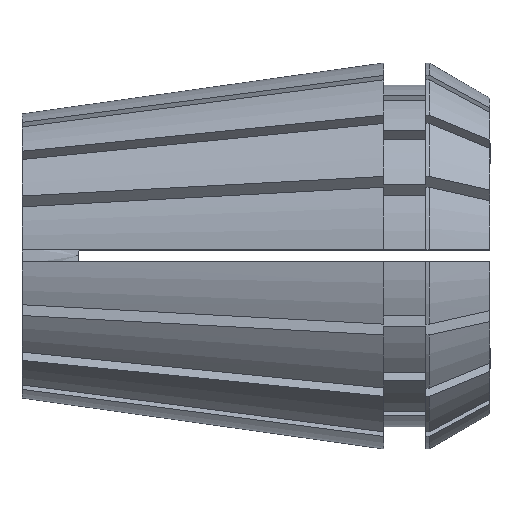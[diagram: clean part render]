
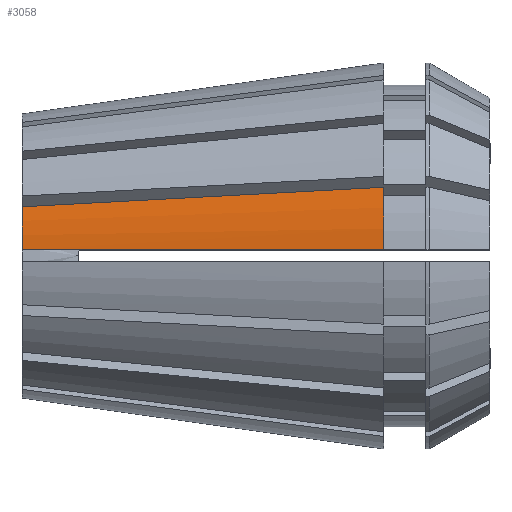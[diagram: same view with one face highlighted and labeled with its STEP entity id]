
A CAD part, top view. The second image highlights one B-rep face of the part: STEP entity #3058.
In plain terms, the highlighted conical face has half-angle 8 degrees and reference radius 16.5 mm.
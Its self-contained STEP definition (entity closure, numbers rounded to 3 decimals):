
#167 = CARTESIAN_POINT ( 'NONE',  ( 1.31, 0.5, 12.332 ) ) ;
#208 = CARTESIAN_POINT ( 'NONE',  ( 14.091, 4.945, 13.245 ) ) ;
#513 = ORIENTED_EDGE ( 'NONE', *, *, #1266, .F. ) ;
#604 = EDGE_CURVE ( 'NONE', #5865, #5807, #2130, .T. ) ;
#662 = CARTESIAN_POINT ( 'NONE',  ( 21.136, 5.324, 14.16 ) ) ;
#720 = CARTESIAN_POINT ( 'NONE',  ( 18.661, 0.5, 14.772 ) ) ;
#740 = ORIENTED_EDGE ( 'NONE', *, *, #6331, .F. ) ;
#845 = CIRCLE ( 'NONE', #2045, 12.158 ) ;
#1077 = B_SPLINE_CURVE_WITH_KNOTS ( 'NONE', 3,
 ( #6213, #3675, #5231, #5718, #720, #4807, #4725, #2222, #167, #3746 ),
 .UNSPECIFIED., .F., .F.,
 ( 4, 3, 3, 4 ),
 ( 0.062, 0.067, 0.09, 0.094 ),
 .UNSPECIFIED. ) ;
#1195 = CARTESIAN_POINT ( 'NONE',  ( 24.391, 5.499, 14.583 ) ) ;
#1247 = CARTESIAN_POINT ( 'NONE',  ( 30.9, 0., 0. ) ) ;
#1266 = EDGE_CURVE ( 'NONE', #3677, #5303, #845, .T. ) ;
#1353 = DIRECTION ( 'NONE',  ( 1., 0., 0. ) ) ;
#1640 = CARTESIAN_POINT ( 'NONE',  ( 27.645, 5.674, 15.006 ) ) ;
#1684 = CARTESIAN_POINT ( 'NONE',  ( 7.045, 4.566, 12.33 ) ) ;
#1883 = EDGE_CURVE ( 'NONE', #5865, #3677, #1077, .T. ) ;
#2045 = AXIS2_PLACEMENT_3D ( 'NONE', #3928, #6446, #4517 ) ;
#2130 = CIRCLE ( 'NONE', #5941, 16.5 ) ;
#2155 = DIRECTION ( 'NONE',  ( 0., 0., 1. ) ) ;
#2222 = CARTESIAN_POINT ( 'NONE',  ( 2.62, 0.5, 12.516 ) ) ;
#2388 = ORIENTED_EDGE ( 'NONE', *, *, #1883, .F. ) ;
#2878 = CARTESIAN_POINT ( 'NONE',  ( 30.9, 0., 0. ) ) ;
#3019 = CARTESIAN_POINT ( 'NONE',  ( 0., 4.187, 11.414 ) ) ;
#3058 = ADVANCED_FACE ( 'NONE', ( #5547 ), #5079, .T. ) ;
#3073 = CARTESIAN_POINT ( 'NONE',  ( 30.9, 5.85, 15.429 ) ) ;
#3226 = CARTESIAN_POINT ( 'NONE',  ( 30.9, 0.5, 16.493 ) ) ;
#3665 = B_SPLINE_CURVE_WITH_KNOTS ( 'NONE', 3,
 ( #5776, #1684, #208, #662, #1195, #1640, #6200 ),
 .UNSPECIFIED., .F., .F.,
 ( 4, 3, 4 ),
 ( 0., 0.021, 0.031 ),
 .UNSPECIFIED. ) ;
#3675 = CARTESIAN_POINT ( 'NONE',  ( 29.275, 0.5, 16.264 ) ) ;
#3677 = VERTEX_POINT ( 'NONE', #4656 ) ;
#3746 = CARTESIAN_POINT ( 'NONE',  ( 0., 0.5, 12.147 ) ) ;
#3928 = CARTESIAN_POINT ( 'NONE',  ( 0., 0., 0. ) ) ;
#4517 = DIRECTION ( 'NONE',  ( 0., 0., 1. ) ) ;
#4656 = CARTESIAN_POINT ( 'NONE',  ( 0., 0.5, 12.147 ) ) ;
#4707 = AXIS2_PLACEMENT_3D ( 'NONE', #2878, #1353, #5501 ) ;
#4725 = CARTESIAN_POINT ( 'NONE',  ( 3.929, 0.5, 12.7 ) ) ;
#4807 = CARTESIAN_POINT ( 'NONE',  ( 11.295, 0.5, 13.736 ) ) ;
#4809 = DIRECTION ( 'NONE',  ( -1., 0., 0. ) ) ;
#5079 = CONICAL_SURFACE ( 'NONE', #4707, 16.5, 0.14 ) ;
#5231 = CARTESIAN_POINT ( 'NONE',  ( 27.651, 0.5, 16.036 ) ) ;
#5303 = VERTEX_POINT ( 'NONE', #3019 ) ;
#5501 = DIRECTION ( 'NONE',  ( 0., 0., -1. ) ) ;
#5547 = FACE_OUTER_BOUND ( 'NONE', #6473, .T. ) ;
#5718 = CARTESIAN_POINT ( 'NONE',  ( 26.026, 0.5, 15.807 ) ) ;
#5776 = CARTESIAN_POINT ( 'NONE',  ( 0., 4.187, 11.414 ) ) ;
#5807 = VERTEX_POINT ( 'NONE', #3073 ) ;
#5825 = ORIENTED_EDGE ( 'NONE', *, *, #604, .T. ) ;
#5865 = VERTEX_POINT ( 'NONE', #3226 ) ;
#5941 = AXIS2_PLACEMENT_3D ( 'NONE', #1247, #4809, #2155 ) ;
#6200 = CARTESIAN_POINT ( 'NONE',  ( 30.9, 5.85, 15.429 ) ) ;
#6213 = CARTESIAN_POINT ( 'NONE',  ( 30.9, 0.5, 16.493 ) ) ;
#6331 = EDGE_CURVE ( 'NONE', #5303, #5807, #3665, .T. ) ;
#6446 = DIRECTION ( 'NONE',  ( -1., 0., 0. ) ) ;
#6473 = EDGE_LOOP ( 'NONE', ( #740, #513, #2388, #5825 ) ) ;
